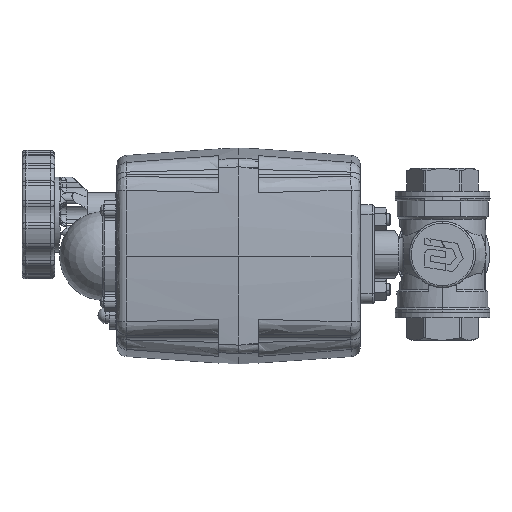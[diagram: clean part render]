
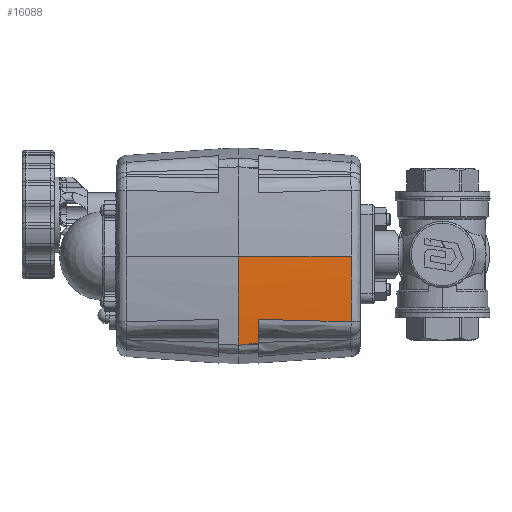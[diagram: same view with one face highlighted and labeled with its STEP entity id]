
A CAD part, left-side view. The second image highlights one B-rep face of the part: STEP entity #16088.
In plain terms, the highlighted conical face has half-angle 4 degrees and reference radius 403.75 mm.
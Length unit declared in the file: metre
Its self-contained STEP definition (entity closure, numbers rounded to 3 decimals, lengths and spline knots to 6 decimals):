
#348 = CARTESIAN_POINT ( 'NONE',  ( -0.072865, 0.011673, 0.064129 ) ) ;
#3642 = EDGE_CURVE ( 'NONE', #74509, #52339, #5207, .T. ) ;
#5207 = CIRCLE ( 'NONE', #16314, 0.403051 ) ;
#6920 = CARTESIAN_POINT ( 'NONE',  ( -0.075281, 0.062756, 0.052119 ) ) ;
#8302 = CARTESIAN_POINT ( 'NONE',  ( -0.073818, 0.024758, 0.06456 ) ) ;
#9764 = CARTESIAN_POINT ( 'NONE',  ( -0.073829, 0.005908, 0.097186 ) ) ;
#11284 = B_SPLINE_CURVE_WITH_KNOTS ( 'NONE', 3,
 ( #52079, #89336, #82333, #37588, #74825, #6920 ),
 .UNSPECIFIED., .F., .F.,
 ( 4, 2, 4 ),
 ( 5.021975, 13.442783, 15.060303 ),
 .UNSPECIFIED. ) ;
#14015 = CARTESIAN_POINT ( 'NONE',  ( 0.325946, 0.062756, 0.097186 ) ) ;
#14482 = AXIS2_PLACEMENT_3D ( 'NONE', #96064, #34974, #42417 ) ;
#14740 = CARTESIAN_POINT ( 'NONE',  ( -0.074804, 0.038394, 0.064917 ) ) ;
#16088 = ADVANCED_FACE ( 'NONE', ( #65476 ), #23443, .T. ) ;
#16314 = AXIS2_PLACEMENT_3D ( 'NONE', #84454, #44603, #81356 ) ;
#18352 = EDGE_CURVE ( 'NONE', #76440, #89263, #56168, .T. ) ;
#22189 = CARTESIAN_POINT ( 'NONE',  ( -0.073268, 0.017202, 0.064321 ) ) ;
#22950 = EDGE_CURVE ( 'NONE', #52339, #60937, #11284, .T. ) ;
#23142 = CARTESIAN_POINT ( 'NONE',  ( -0.074429, 0.033199, 0.064793 ) ) ;
#23177 = CARTESIAN_POINT ( 'NONE',  ( -0.077804, 0.062756, 0.097186 ) ) ;
#23443 = CONICAL_SURFACE ( 'NONE', #61472, 0.40375, 0.07 ) ;
#23635 = CARTESIAN_POINT ( 'NONE',  ( -0.073191, 0.016139, 0.064286 ) ) ;
#27137 = CIRCLE ( 'NONE', #14482, 0.40375 ) ;
#29587 = CARTESIAN_POINT ( 'NONE',  ( -0.072989, 0.013375, 0.06419 ) ) ;
#34197 = VERTEX_POINT ( 'NONE', #79364 ) ;
#34974 = DIRECTION ( 'NONE',  ( 0., 1., 0. ) ) ;
#35844 = CARTESIAN_POINT ( 'NONE',  ( -0.072442, 0.005908, 0.063909 ) ) ;
#37588 = CARTESIAN_POINT ( 'NONE',  ( -0.075213, 0.061682, 0.052184 ) ) ;
#38893 = AXIS2_PLACEMENT_3D ( 'NONE', #60107, #53164, #97381 ) ;
#42417 = DIRECTION ( 'NONE',  ( -1., 0., 0. ) ) ;
#44603 = DIRECTION ( 'NONE',  ( 0., -1., 0. ) ) ;
#44998 = CARTESIAN_POINT ( 'NONE',  ( -0.075833, 0.052756, 0.06519 ) ) ;
#47230 = CARTESIAN_POINT ( 'NONE',  ( -0.074646, 0.052756, 0.052728 ) ) ;
#50129 = ORIENTED_EDGE ( 'NONE', *, *, #22950, .F. ) ;
#51961 = ORIENTED_EDGE ( 'NONE', *, *, #97852, .F. ) ;
#52079 = CARTESIAN_POINT ( 'NONE',  ( -0.074646, 0.052756, 0.052728 ) ) ;
#52339 = VERTEX_POINT ( 'NONE', #47230 ) ;
#53164 = DIRECTION ( 'NONE',  ( 0., -1., 0. ) ) ;
#53469 = DIRECTION ( 'NONE',  ( -0.07, 0.998, 0. ) ) ;
#53734 = ORIENTED_EDGE ( 'NONE', *, *, #3642, .F. ) ;
#56168 = CIRCLE ( 'NONE', #38893, 0.399775 ) ;
#59267 = ORIENTED_EDGE ( 'NONE', *, *, #74642, .T. ) ;
#59895 = CARTESIAN_POINT ( 'NONE',  ( -0.072641, 0.008617, 0.064015 ) ) ;
#60107 = CARTESIAN_POINT ( 'NONE',  ( 0.325946, 0.005908, 0.097186 ) ) ;
#60937 = VERTEX_POINT ( 'NONE', #77219 ) ;
#61472 = AXIS2_PLACEMENT_3D ( 'NONE', #14015, #68382, #67897 ) ;
#65476 = FACE_OUTER_BOUND ( 'NONE', #97981, .T. ) ;
#67897 = DIRECTION ( 'NONE',  ( -1., 0., 0. ) ) ;
#68382 = DIRECTION ( 'NONE',  ( 0., 1., 0. ) ) ;
#68519 = ORIENTED_EDGE ( 'NONE', *, *, #71211, .F. ) ;
#71211 = EDGE_CURVE ( 'NONE', #89263, #74509, #86584, .T. ) ;
#74509 = VERTEX_POINT ( 'NONE', #92184 ) ;
#74642 = EDGE_CURVE ( 'NONE', #76440, #34197, #91188, .T. ) ;
#74825 = CARTESIAN_POINT ( 'NONE',  ( -0.075247, 0.062219, 0.052151 ) ) ;
#76233 = CARTESIAN_POINT ( 'NONE',  ( -0.072541, 0.007262, 0.063963 ) ) ;
#76440 = VERTEX_POINT ( 'NONE', #9764 ) ;
#77219 = CARTESIAN_POINT ( 'NONE',  ( -0.075281, 0.062756, 0.052119 ) ) ;
#77696 = ORIENTED_EDGE ( 'NONE', *, *, #18352, .F. ) ;
#78609 = VECTOR ( 'NONE', #53469, 1. ) ;
#79364 = CARTESIAN_POINT ( 'NONE',  ( -0.077804, 0.062756, 0.097186 ) ) ;
#81356 = DIRECTION ( 'NONE',  ( -1., 0., 0. ) ) ;
#82333 = CARTESIAN_POINT ( 'NONE',  ( -0.075001, 0.058349, 0.052387 ) ) ;
#82736 = CARTESIAN_POINT ( 'NONE',  ( -0.073582, 0.021512, 0.064462 ) ) ;
#84454 = CARTESIAN_POINT ( 'NONE',  ( 0.325946, 0.052756, 0.097186 ) ) ;
#86584 = B_SPLINE_CURVE_WITH_KNOTS ( 'NONE', 3,
 ( #91152, #76233, #59895, #348, #29587, #23635, #22189, #82736, #8302, #23142, #14740, #92155, #90207, #44998 ),
 .UNSPECIFIED., .F., .F.,
 ( 4, 2, 2, 2, 2, 2, 4 ),
 ( 17.955626, 22.034186, 27.154345, 30.354444, 40.122707, 55.751927, 64.944127 ),
 .UNSPECIFIED. ) ;
#89263 = VERTEX_POINT ( 'NONE', #35844 ) ;
#89336 = CARTESIAN_POINT ( 'NONE',  ( -0.074823, 0.055553, 0.052557 ) ) ;
#90207 = CARTESIAN_POINT ( 'NONE',  ( -0.075615, 0.0497, 0.06514 ) ) ;
#91152 = CARTESIAN_POINT ( 'NONE',  ( -0.072442, 0.005908, 0.063909 ) ) ;
#91188 = LINE ( 'NONE', #23177, #78609 ) ;
#92155 = CARTESIAN_POINT ( 'NONE',  ( -0.075396, 0.046645, 0.065085 ) ) ;
#92184 = CARTESIAN_POINT ( 'NONE',  ( -0.075833, 0.052756, 0.06519 ) ) ;
#96064 = CARTESIAN_POINT ( 'NONE',  ( 0.325946, 0.062756, 0.097186 ) ) ;
#97381 = DIRECTION ( 'NONE',  ( -1., 0., 0. ) ) ;
#97852 = EDGE_CURVE ( 'NONE', #60937, #34197, #27137, .T. ) ;
#97981 = EDGE_LOOP ( 'NONE', ( #77696, #59267, #51961, #50129, #53734, #68519 ) ) ;
